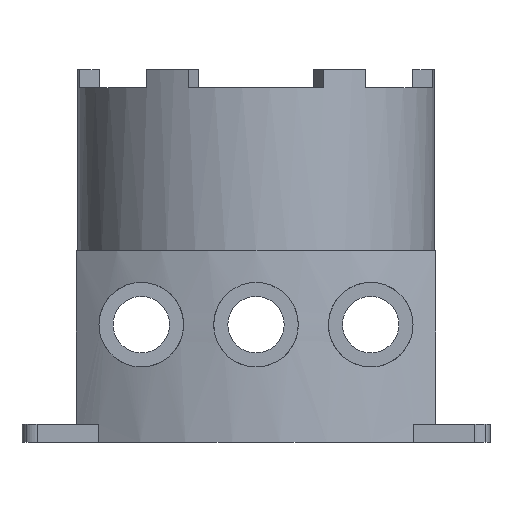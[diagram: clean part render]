
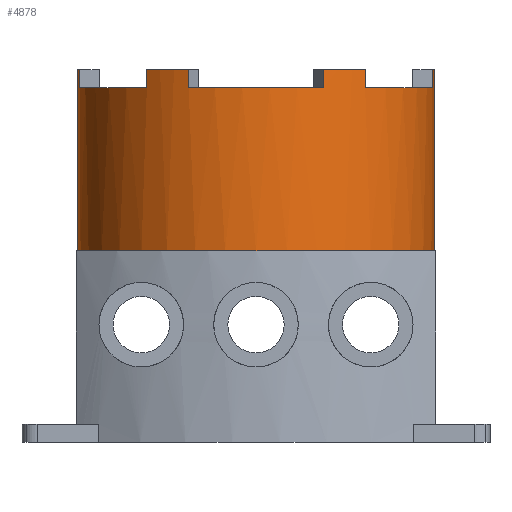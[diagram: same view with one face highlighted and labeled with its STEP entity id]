
A CAD part, front view. The second image highlights one B-rep face of the part: STEP entity #4878.
In plain terms, the highlighted cylindrical face has radius 59 mm (diameter 118 mm), a partial arc.
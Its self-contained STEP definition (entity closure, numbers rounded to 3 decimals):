
#3594=CARTESIAN_POINT('',(59.0,0.0,-30.0));
#3595=VERTEX_POINT('',#3594);
#3596=CARTESIAN_POINT('',(59.,0.,30.0));
#3597=VERTEX_POINT('',#3596);
#3598=CARTESIAN_POINT('',(59.0,0.0,-30.0));
#3599=DIRECTION('',(0.,0.,1.0));
#3600=VECTOR('',#3599,60.0);
#3601=LINE('',#3598,#3600);
#3602=EDGE_CURVE('',#3595,#3597,#3601,.T.);
#3604=CARTESIAN_POINT('',(-59.0,0.,-30.0));
#3605=VERTEX_POINT('',#3604);
#3613=CARTESIAN_POINT('',(-59.,0.,30.0));
#3614=VERTEX_POINT('',#3613);
#3615=CARTESIAN_POINT('',(-59.,0.,30.0));
#3616=DIRECTION('',(0.,0.,-1.0));
#3617=VECTOR('',#3616,60.0);
#3618=LINE('',#3615,#3617);
#3619=EDGE_CURVE('',#3614,#3605,#3618,.T.);
#4249=CARTESIAN_POINT('',(36.156,-46.624,30.0));
#4250=VERTEX_POINT('',#4249);
#4257=CARTESIAN_POINT('',(36.156,-46.624,24.0));
#4258=VERTEX_POINT('',#4257);
#4259=CARTESIAN_POINT('',(36.156,-46.624,24.0));
#4260=DIRECTION('',(0.0,0.0,1.0));
#4261=VECTOR('',#4260,6.0);
#4262=LINE('',#4259,#4261);
#4263=EDGE_CURVE('',#4258,#4250,#4262,.T.);
#4280=CARTESIAN_POINT('',(22.299,-54.624,30.0));
#4281=VERTEX_POINT('',#4280);
#4289=CARTESIAN_POINT('',(22.299,-54.624,24.0));
#4290=VERTEX_POINT('',#4289);
#4297=CARTESIAN_POINT('',(22.299,-54.624,24.0));
#4298=DIRECTION('',(0.0,0.0,1.0));
#4299=VECTOR('',#4298,6.0);
#4300=LINE('',#4297,#4299);
#4301=EDGE_CURVE('',#4290,#4281,#4300,.T.);
#4313=CARTESIAN_POINT('',(0.,0.,30.0));
#4314=DIRECTION('',(0.0,0.0,-1.0));
#4315=DIRECTION('',(0.5,-0.866,0.0));
#4316=AXIS2_PLACEMENT_3D('',#4313,#4314,#4315);
#4317=CIRCLE('',#4316,59.);
#4318=EDGE_CURVE('',#4250,#4281,#4317,.T.);
#4363=CARTESIAN_POINT('',(-22.299,-54.624,30.0));
#4364=VERTEX_POINT('',#4363);
#4371=CARTESIAN_POINT('',(-22.299,-54.624,24.0));
#4372=VERTEX_POINT('',#4371);
#4373=CARTESIAN_POINT('',(-22.299,-54.624,24.0));
#4374=DIRECTION('',(0.0,0.0,1.0));
#4375=VECTOR('',#4374,6.0);
#4376=LINE('',#4373,#4375);
#4377=EDGE_CURVE('',#4372,#4364,#4376,.T.);
#4394=CARTESIAN_POINT('',(-36.156,-46.624,30.0));
#4395=VERTEX_POINT('',#4394);
#4403=CARTESIAN_POINT('',(-36.156,-46.624,24.0));
#4404=VERTEX_POINT('',#4403);
#4411=CARTESIAN_POINT('',(-36.156,-46.624,24.0));
#4412=DIRECTION('',(0.0,0.0,1.0));
#4413=VECTOR('',#4412,6.0);
#4414=LINE('',#4411,#4413);
#4415=EDGE_CURVE('',#4404,#4395,#4414,.T.);
#4427=CARTESIAN_POINT('',(0.,0.,30.0));
#4428=DIRECTION('',(0.0,0.0,-1.0));
#4429=DIRECTION('',(-0.5,-0.866,0.0));
#4430=AXIS2_PLACEMENT_3D('',#4427,#4428,#4429);
#4431=CIRCLE('',#4430,59.);
#4432=EDGE_CURVE('',#4364,#4395,#4431,.T.);
#4477=CARTESIAN_POINT('',(-58.455,-8.,30.0));
#4478=VERTEX_POINT('',#4477);
#4485=CARTESIAN_POINT('',(-58.455,-8.,24.0));
#4486=VERTEX_POINT('',#4485);
#4487=CARTESIAN_POINT('',(-58.455,-8.,24.0));
#4488=DIRECTION('',(0.0,0.0,1.0));
#4489=VECTOR('',#4488,6.0);
#4490=LINE('',#4487,#4489);
#4491=EDGE_CURVE('',#4486,#4478,#4490,.T.);
#4533=CARTESIAN_POINT('',(0.,0.,30.0));
#4534=DIRECTION('',(0.0,0.0,-1.0));
#4535=DIRECTION('',(-1.0,0.0,0.0));
#4536=AXIS2_PLACEMENT_3D('',#4533,#4534,#4535);
#4537=CIRCLE('',#4536,59.);
#4538=EDGE_CURVE('',#4478,#3614,#4537,.T.);
#4785=CARTESIAN_POINT('',(58.455,-8.,30.0));
#4786=VERTEX_POINT('',#4785);
#4794=CARTESIAN_POINT('',(58.455,-8.,24.0));
#4795=VERTEX_POINT('',#4794);
#4802=CARTESIAN_POINT('',(58.455,-8.,24.0));
#4803=DIRECTION('',(0.0,0.0,1.0));
#4804=VECTOR('',#4803,6.0);
#4805=LINE('',#4802,#4804);
#4806=EDGE_CURVE('',#4795,#4786,#4805,.T.);
#4818=CARTESIAN_POINT('',(0.,0.0,30.0));
#4819=DIRECTION('',(0.0,0.0,-1.0));
#4820=DIRECTION('',(1.0,0.0,0.0));
#4821=AXIS2_PLACEMENT_3D('',#4818,#4819,#4820);
#4822=CIRCLE('',#4821,59.);
#4823=EDGE_CURVE('',#3597,#4786,#4822,.T.);
#4831=CARTESIAN_POINT('',(0.0,0.0,-30.0));
#4832=DIRECTION('',(0.0,0.0,1.0));
#4833=DIRECTION('',(1.0,0.0,0.0));
#4834=AXIS2_PLACEMENT_3D('',#4831,#4832,#4833);
#4835=CYLINDRICAL_SURFACE('',#4834,59.0);
#4836=ORIENTED_EDGE('',*,*,#3602,.T.);
#4837=ORIENTED_EDGE('',*,*,#4823,.T.);
#4838=ORIENTED_EDGE('',*,*,#4806,.F.);
#4839=CARTESIAN_POINT('',(0.0,0.0,24.0));
#4840=DIRECTION('',(0.0,0.0,-1.0));
#4841=DIRECTION('',(1.0,0.0,0.0));
#4842=AXIS2_PLACEMENT_3D('',#4839,#4840,#4841);
#4843=CIRCLE('',#4842,59.0);
#4844=EDGE_CURVE('',#4795,#4258,#4843,.T.);
#4845=ORIENTED_EDGE('',*,*,#4844,.T.);
#4846=ORIENTED_EDGE('',*,*,#4263,.T.);
#4847=ORIENTED_EDGE('',*,*,#4318,.T.);
#4848=ORIENTED_EDGE('',*,*,#4301,.F.);
#4849=CARTESIAN_POINT('',(0.0,0.0,24.0));
#4850=DIRECTION('',(0.0,0.0,-1.0));
#4851=DIRECTION('',(1.0,0.0,0.0));
#4852=AXIS2_PLACEMENT_3D('',#4849,#4850,#4851);
#4853=CIRCLE('',#4852,59.0);
#4854=EDGE_CURVE('',#4290,#4372,#4853,.T.);
#4855=ORIENTED_EDGE('',*,*,#4854,.T.);
#4856=ORIENTED_EDGE('',*,*,#4377,.T.);
#4857=ORIENTED_EDGE('',*,*,#4432,.T.);
#4858=ORIENTED_EDGE('',*,*,#4415,.F.);
#4859=CARTESIAN_POINT('',(0.0,0.0,24.0));
#4860=DIRECTION('',(0.0,0.0,-1.0));
#4861=DIRECTION('',(1.0,0.0,0.0));
#4862=AXIS2_PLACEMENT_3D('',#4859,#4860,#4861);
#4863=CIRCLE('',#4862,59.0);
#4864=EDGE_CURVE('',#4404,#4486,#4863,.T.);
#4865=ORIENTED_EDGE('',*,*,#4864,.T.);
#4866=ORIENTED_EDGE('',*,*,#4491,.T.);
#4867=ORIENTED_EDGE('',*,*,#4538,.T.);
#4868=ORIENTED_EDGE('',*,*,#3619,.T.);
#4869=CARTESIAN_POINT('',(0.0,0.0,-30.0));
#4870=DIRECTION('',(0.0,0.0,1.0));
#4871=DIRECTION('',(1.0,0.0,0.0));
#4872=AXIS2_PLACEMENT_3D('',#4869,#4870,#4871);
#4873=CIRCLE('',#4872,59.0);
#4874=EDGE_CURVE('',#3605,#3595,#4873,.T.);
#4875=ORIENTED_EDGE('',*,*,#4874,.T.);
#4876=EDGE_LOOP('',(#4836,#4837,#4838,#4845,#4846,#4847,#4848,#4855,#4856,#4857,#4858,#4865,#4866,#4867,#4868,#4875));
#4877=FACE_OUTER_BOUND('',#4876,.T.);
#4878=ADVANCED_FACE('',(#4877),#4835,.T.);
